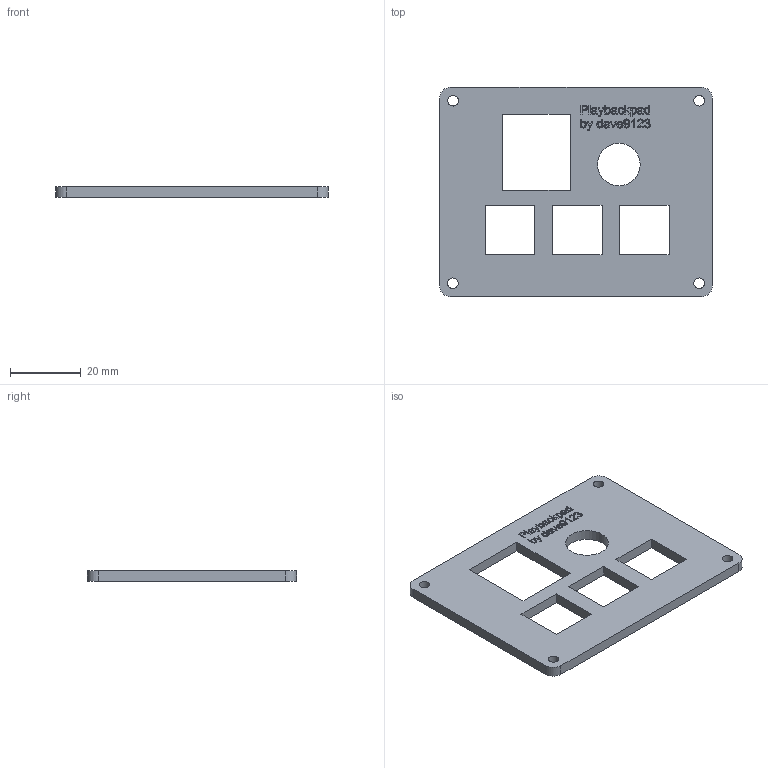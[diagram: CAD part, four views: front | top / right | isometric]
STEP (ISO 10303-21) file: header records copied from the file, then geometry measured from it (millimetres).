
FILE_DESCRIPTION(/* description */ ('','CAx-IF Rec.Pracs.---Representation and Presentation of Product Manufacturing Information (PMI)---4.0---2014-10-13'),/* implementation_level */ '2;1');
FILE_NAME(/* name */ 'top.step',/* time_stamp */ '2025-02-18T20:48:53+07:00',/* author */ (''),/* organization */ (''),/* preprocessor_version */ 'ST-DEVELOPER v20',/* originating_system */ 'Autodesk Translation Framework v13.20.0.188',/* authorisation */ '');
FILE_SCHEMA (('AP242_MANAGED_MODEL_BASED_3D_ENGINEERING_MIM_LF { 1 0 10303 442 1 1 4 }'));
Length unit declared in the file: millimetre
Products named in the file (1): Playbackpad Casing
Bounding box: 77 x 59 x 3 mm (x, y, z)
Volume: 10127.7 mm3; surface area: 9019.8 mm2
Topology: 1 solids, 1 shells, 535 faces, 1500 edges, 1000 vertices
Faces by surface type: bspline 363, plane 163, cylinder 9
Full cylindrical faces by diameter (mm): 3 x4, 12 x1
Entity records: 21264 total; most frequent: CARTESIAN_POINT 9911, ORIENTED_EDGE 3000, EDGE_CURVE 1500, DIRECTION 1138, VERTEX_POINT 1000, LINE 756, VECTOR 756, B_SPLINE_CURVE_WITH_KNOTS 726
